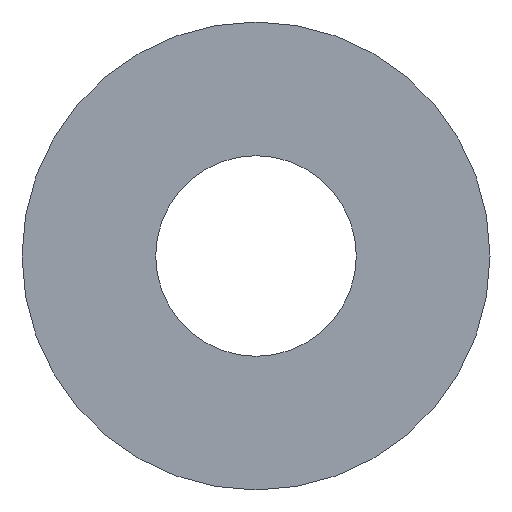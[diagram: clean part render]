
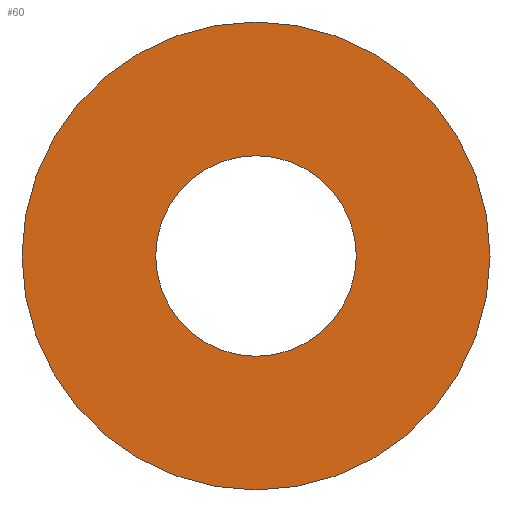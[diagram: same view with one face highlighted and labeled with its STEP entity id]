
A CAD part, front view. The second image highlights one B-rep face of the part: STEP entity #60.
In plain terms, the highlighted planar face has unit normal (0, -1, 0).
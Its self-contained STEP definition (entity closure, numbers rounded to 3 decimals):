
#22=ORIENTED_EDGE('',*,*,#30,.F.);
#23=ORIENTED_EDGE('',*,*,#31,.T.);
#30=EDGE_CURVE('',#34,#34,#38,.T.);
#31=EDGE_CURVE('',#35,#35,#39,.T.);
#34=VERTEX_POINT('',#106);
#35=VERTEX_POINT('',#108);
#38=CIRCLE('',#78,4.2);
#39=CIRCLE('',#79,9.8);
#42=EDGE_LOOP('',(#22));
#43=EDGE_LOOP('',(#23));
#50=FACE_BOUND('',#42,.T.);
#51=FACE_BOUND('',#43,.T.);
#58=PLANE('',#77);
#60=ADVANCED_FACE('',(#50,#51),#58,.T.);
#77=AXIS2_PLACEMENT_3D('',#104,#87,#88);
#78=AXIS2_PLACEMENT_3D('',#105,#89,#90);
#79=AXIS2_PLACEMENT_3D('',#107,#91,#92);
#87=DIRECTION('',(0.,-1.,0.));
#88=DIRECTION('',(0.,0.,-1.));
#89=DIRECTION('',(0.,-1.,0.));
#90=DIRECTION('',(1.,0.,0.));
#91=DIRECTION('',(0.,-1.,0.));
#92=DIRECTION('',(0.,0.,-1.));
#104=CARTESIAN_POINT('',(0.,0.,0.));
#105=CARTESIAN_POINT('',(0.,0.,0.));
#106=CARTESIAN_POINT('',(4.2,0.,0.));
#107=CARTESIAN_POINT('',(0.,0.,0.));
#108=CARTESIAN_POINT('',(0.,0.,-9.8));
